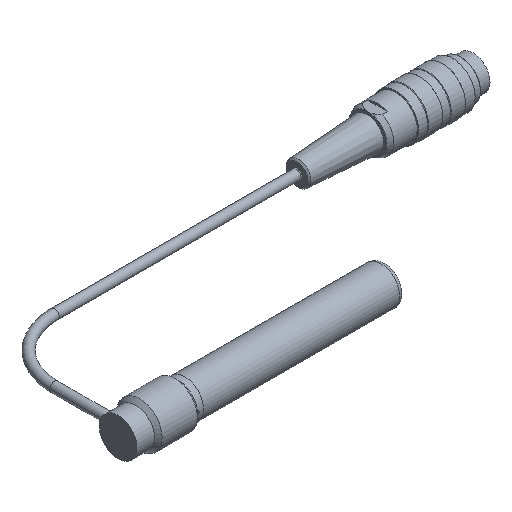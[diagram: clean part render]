
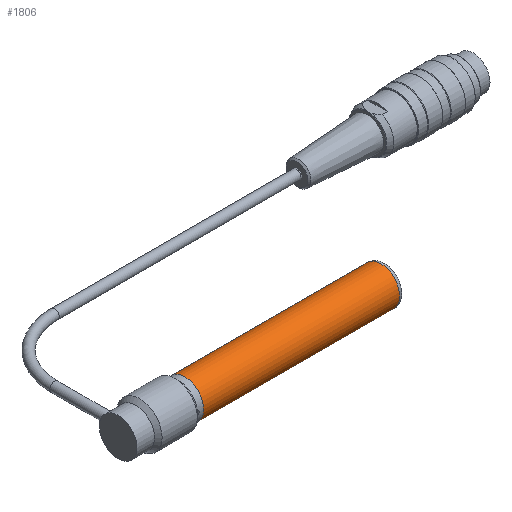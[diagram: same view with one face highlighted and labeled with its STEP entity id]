
A CAD part, isometric view. The second image highlights one B-rep face of the part: STEP entity #1806.
In plain terms, the highlighted cylindrical face has radius 7.5 mm (diameter 15 mm), a full revolution.
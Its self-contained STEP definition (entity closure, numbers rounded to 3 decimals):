
#300=CYLINDRICAL_SURFACE('',#1957,7.5);
#338=FACE_BOUND('',#534,.T.);
#406=FACE_OUTER_BOUND('',#533,.T.);
#533=EDGE_LOOP('',(#1228));
#534=EDGE_LOOP('',(#1229));
#725=CIRCLE('',#1955,7.5);
#727=CIRCLE('',#1958,7.5);
#838=VERTEX_POINT('',#2747);
#840=VERTEX_POINT('',#2752);
#1004=EDGE_CURVE('',#838,#838,#725,.T.);
#1006=EDGE_CURVE('',#840,#840,#727,.T.);
#1228=ORIENTED_EDGE('',*,*,#1006,.T.);
#1229=ORIENTED_EDGE('',*,*,#1004,.F.);
#1806=ADVANCED_FACE('',(#406,#338),#300,.T.);
#1955=AXIS2_PLACEMENT_3D('',#2748,#2191,#2192);
#1957=AXIS2_PLACEMENT_3D('',#2751,#2195,#2196);
#1958=AXIS2_PLACEMENT_3D('',#2753,#2197,#2198);
#2191=DIRECTION('center_axis',(1.,0.,0.));
#2192=DIRECTION('ref_axis',(0.,-1.,0.));
#2195=DIRECTION('center_axis',(1.,0.,0.));
#2196=DIRECTION('ref_axis',(0.,1.,0.));
#2197=DIRECTION('center_axis',(1.,0.,0.));
#2198=DIRECTION('ref_axis',(0.,0.,-1.));
#2747=CARTESIAN_POINT('',(98.,7.5,0.));
#2748=CARTESIAN_POINT('Origin',(98.,0.,0.));
#2751=CARTESIAN_POINT('Origin',(60.,0.,0.));
#2752=CARTESIAN_POINT('',(20.,7.5,0.));
#2753=CARTESIAN_POINT('Origin',(20.,0.,0.));
